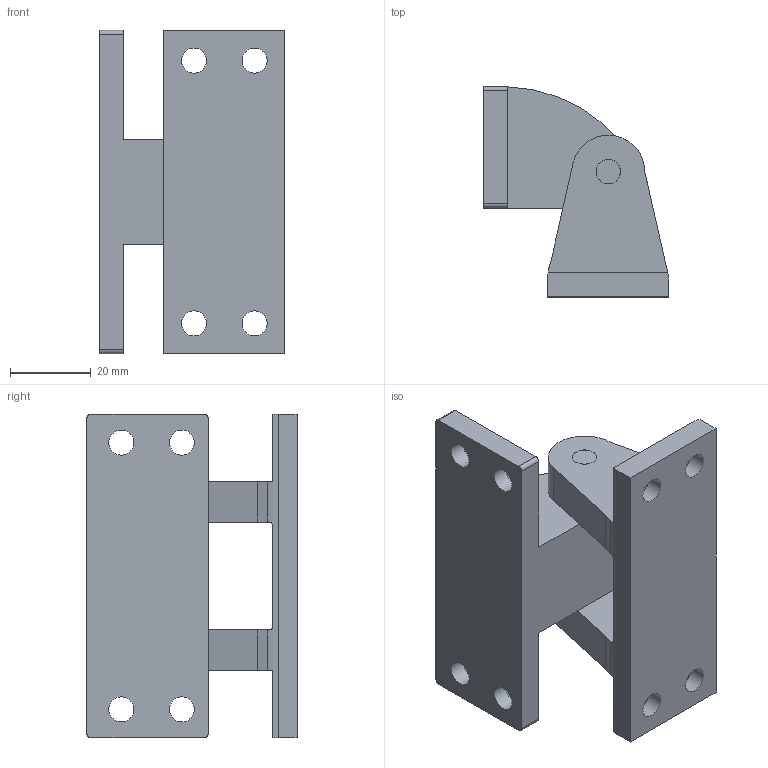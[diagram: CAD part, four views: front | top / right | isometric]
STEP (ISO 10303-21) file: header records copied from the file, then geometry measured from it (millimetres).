
FILE_DESCRIPTION( ( 'STEP AP214' ), '1' );
FILE_NAME( 'SK2-7-107.stp', '2023-05-08T08:33:39', ( 'License CC BY-ND 4.0' ), ( 'CADENAS' ), ' ', 'PARTsolutions', ' ' );
FILE_SCHEMA( ( 'AUTOMOTIVE_DESIGN { 1 0 10303 214 1 1 1 1 }' ) );
Length unit declared in the file: millimetre
Products named in the file (3): SK2-7-107; _sk2_7_107_1(0)_1; _sk2_7_107_2(0)_2
Assembly tree (2 placements, depth 2):
  SK2-7-107
    _sk2_7_107_1(0)_1
    _sk2_7_107_2(0)_2
Bounding box: 46 x 52 x 80 mm (x, y, z)
Volume: 63012.9 mm3; surface area: 20350.2 mm2
Topology: 2 solids, 2 shells, 62 faces, 157 edges, 103 vertices
Faces by surface type: plane 30, cylinder 24, cone 8
Full cylindrical faces by diameter (mm): 6 x2, 6.1 x3, 6.2 x8
Entity records: 2327 total; most frequent: DIRECTION 317, CARTESIAN_POINT 310, ORIENTED_EDGE 262, EDGE_CURVE 131, AXIS2_PLACEMENT_3D 123, EDGE_LOOP 105, VERTEX_POINT 98, FACE_OUTER_BOUND 75
